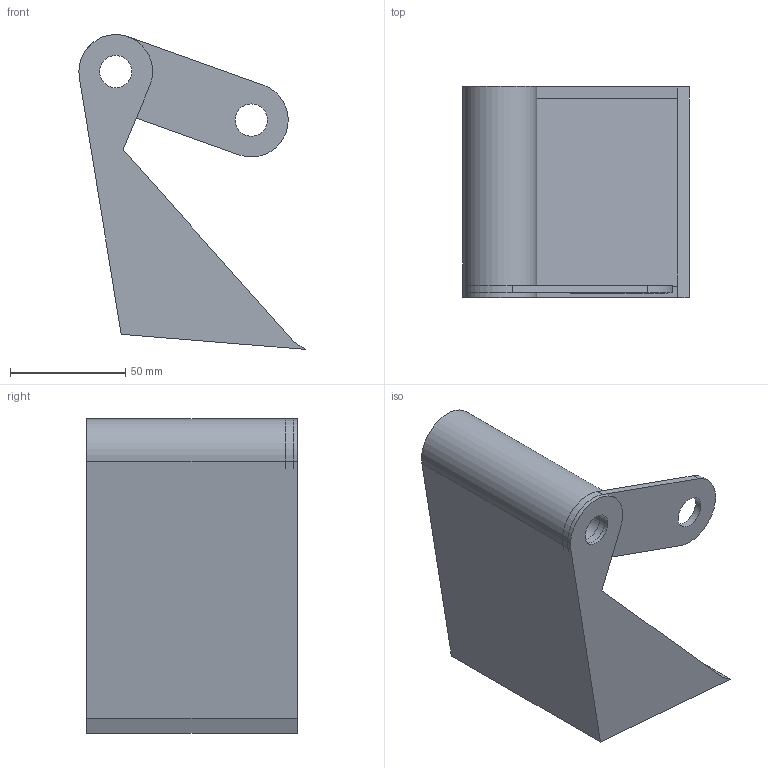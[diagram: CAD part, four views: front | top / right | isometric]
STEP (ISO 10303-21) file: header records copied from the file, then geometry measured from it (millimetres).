
FILE_DESCRIPTION(/* description */ ('STEP AP242','CAx-IF Rec.Pracs.---Representation and Presentation of Product Manufacturing Information (PMI)---4.0---2014-10-13','CAx-IF Rec.Pracs.---3D Tessellated Geometry---0.4---2014-09-14','2;1'),/* implementation_level */ '2;1');
FILE_NAME(/* name */ '66c686f2e456922c9db0518c',/* time_stamp */ '2024-08-22T00:31:46Z',/* author */ (''),/* organization */ (''),/* preprocessor_version */ 'ST-DEVELOPER v20',/* originating_system */ ' ',/* authorisation */ ' ');
FILE_SCHEMA (('AP242_MANAGED_MODEL_BASED_3D_ENGINEERING_MIM_LF { 1 0 10303 442 1 1 4 }'));
Length unit declared in the file: metre
Products named in the file (2): Part 2; Part 1
Bounding box: 98.08 x 91.28 x 136.39 mm (x, y, z)
Volume: 229232.8 mm3; surface area: 63754.8 mm2
Topology: 2 solids, 2 shells, 22 faces, 50 edges, 32 vertices
Faces by surface type: plane 16, cylinder 6
Full cylindrical faces by diameter (mm): 14 x3
Entity records: 659 total; most frequent: DIRECTION 107, CARTESIAN_POINT 103, ORIENTED_EDGE 94, EDGE_CURVE 47, AXIS2_PLACEMENT_3D 36, LINE 35, VECTOR 35, VERTEX_POINT 32
